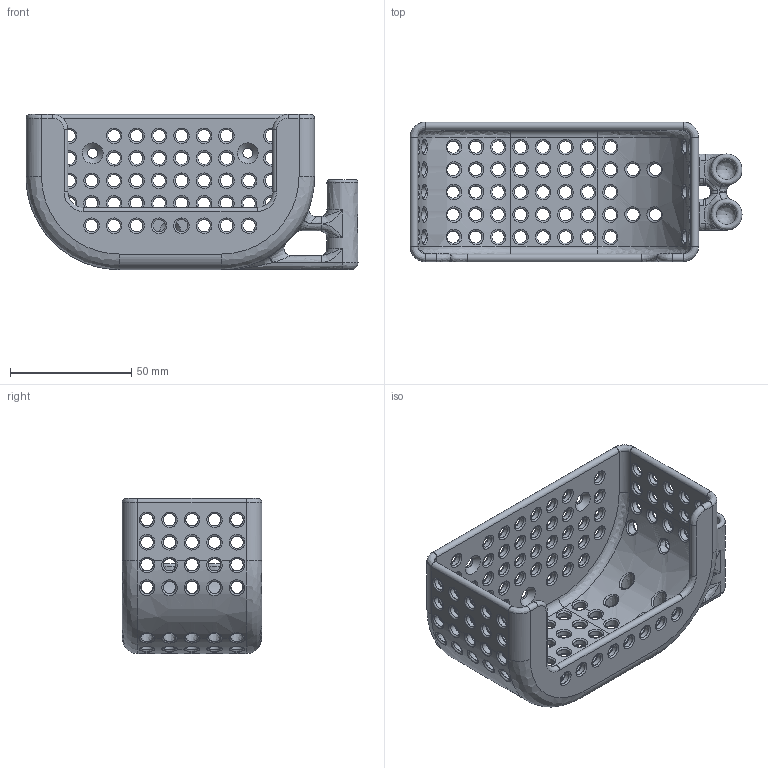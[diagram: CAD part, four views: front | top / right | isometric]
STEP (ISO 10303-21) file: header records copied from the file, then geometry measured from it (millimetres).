
FILE_DESCRIPTION(('FreeCAD Model'),'2;1');
FILE_NAME('Open CASCADE Shape Model','2025-05-03T12:48:25',('FreeCAD'),( 'FreeCAD'),'Open CASCADE STEP processor 7.6','FreeCAD','Unknown');
FILE_SCHEMA(('AUTOMOTIVE_DESIGN { 1 0 10303 214 1 1 1 1 }'));
Products named in the file (1): Open CASCADE STEP translator 7.6 1
Bounding box: 137 x 57.62 x 64.02 mm (x, y, z)
Surface area: 49503.2 mm2 (no closed solid volume)
Topology: 0 solids, 1 shells, 596 faces, 1538 edges, 901 vertices
Faces by surface type: bspline 596
Entity records: 56757 total; most frequent: CARTESIAN_POINT 48103, ORIENTED_EDGE 3047, EDGE_CURVE 1524, VERTEX_POINT 901, FACE_BOUND 854, EDGE_LOOP 854, B_SPLINE_CURVE_WITH_KNOTS 718, ADVANCED_FACE 596
